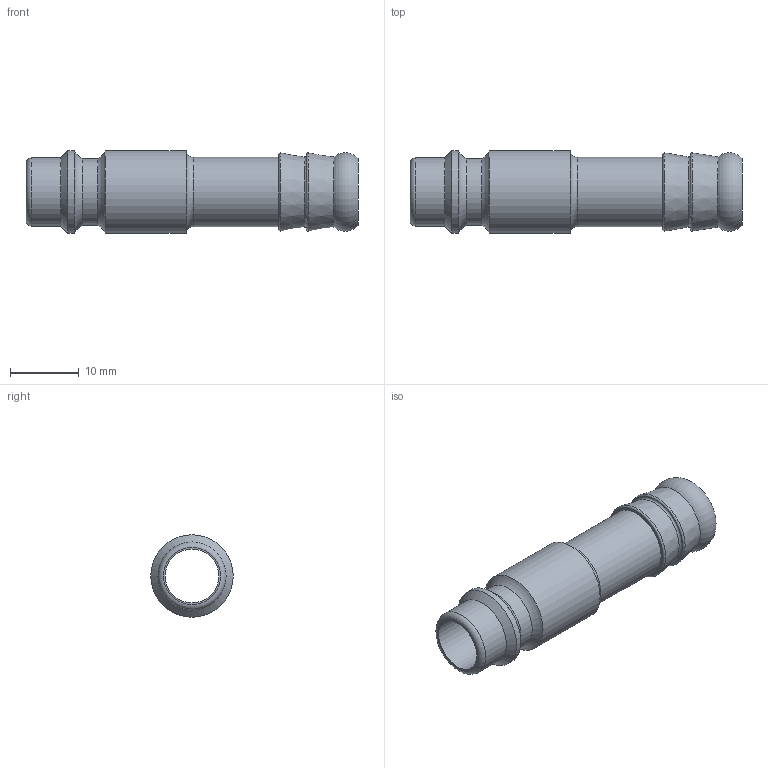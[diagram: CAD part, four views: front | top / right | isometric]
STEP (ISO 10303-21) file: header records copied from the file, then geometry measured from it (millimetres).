
FILE_DESCRIPTION((''),'2;1');
FILE_NAME('25sftf10rxx.stp','2014-01-10T10:23:59',('IA176480'),(''),'Autodesk Inventor 2013','Autodesk Inventor 2013','');
FILE_SCHEMA(('AUTOMOTIVE_DESIGN { 1 0 10303 214 1 1 1 1 }'));
Length unit declared in the file: millimetre
Products named in the file (1): D108998
Bounding box: 48.3 x 12 x 12 mm (x, y, z)
Volume: 2104 mm3; surface area: 2986.1 mm2
Topology: 1 solids, 1 shells, 21 faces, 39 edges, 22 vertices
Faces by surface type: torus 8, cylinder 6, plane 4, cone 3
Full cylindrical faces by diameter (mm): 7.85 x1, 9.75 x1, 9.9 x1, 10.1 x1, 12 x2
Entity records: 454 total; most frequent: DIRECTION 86, CARTESIAN_POINT 64, AXIS2_PLACEMENT_3D 43, ORIENTED_EDGE 42, EDGE_LOOP 42, VERTEX_POINT 21, CIRCLE 21, EDGE_CURVE 21
